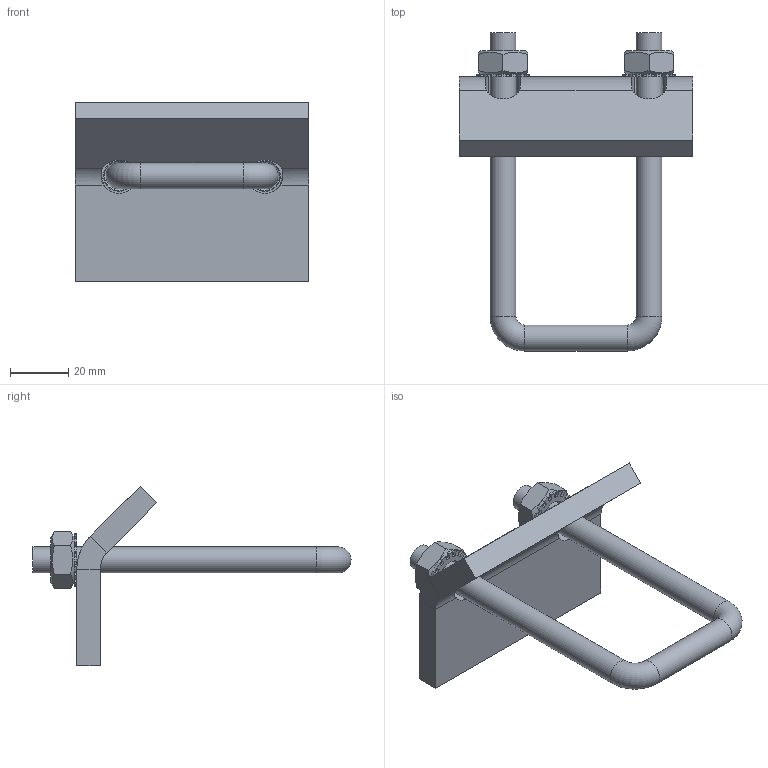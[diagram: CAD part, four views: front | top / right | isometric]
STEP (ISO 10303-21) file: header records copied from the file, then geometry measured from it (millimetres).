
FILE_DESCRIPTION((''),'2;1');
FILE_NAME('130270.stp','2010-07-21T11:21:24',('DMK009'),(''),'Autodesk Inventor 2010','Autodesk Inventor 2010','');
FILE_SCHEMA(('AUTOMOTIVE_DESIGN { 1 0 10303 214 1 1 1 1 }'));
Length unit declared in the file: millimetre
Products named in the file (1): 130270
Bounding box: 80 x 108.9 x 61.41 mm (x, y, z)
Volume: 58771.5 mm3; surface area: 21677.3 mm2
Topology: 1 solids, 1 shells, 328 faces, 890 edges, 561 vertices
Faces by surface type: plane 162, cylinder 144, bspline 12, cone 8, torus 2
Full cylindrical faces by diameter (mm): 8.9 x5, 10.5 x2
Entity records: 10657 total; most frequent: CARTESIAN_POINT 2019, DIRECTION 1822, ORIENTED_EDGE 1734, EDGE_CURVE 867, AXIS2_PLACEMENT_3D 682, VERTEX_POINT 555, VECTOR 458, LINE 458
